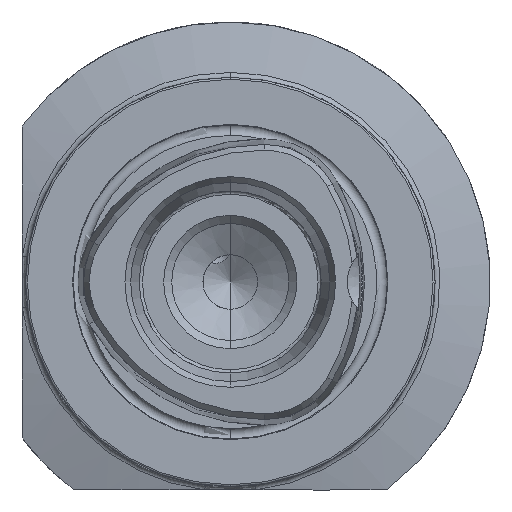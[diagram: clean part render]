
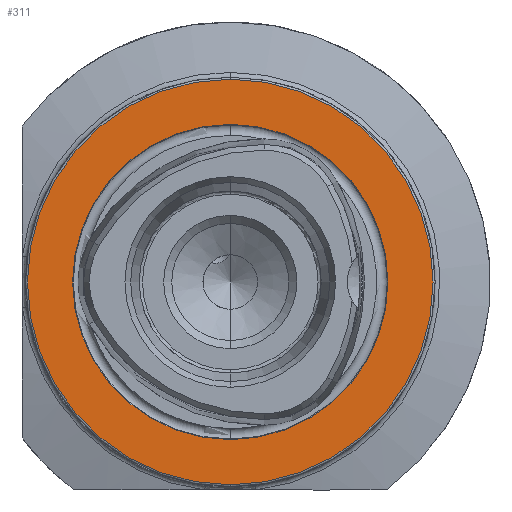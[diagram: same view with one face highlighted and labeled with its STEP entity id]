
A CAD part, left-side view. The second image highlights one B-rep face of the part: STEP entity #311.
In plain terms, the highlighted planar face has unit normal (-1, 0, 0).
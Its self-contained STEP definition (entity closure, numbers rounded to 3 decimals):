
#311 = ADVANCED_FACE ( 'NONE', ( #1945, #7827 ), #3167, .F. ) ;
#375 = AXIS2_PLACEMENT_3D ( 'NONE', #2791, #1615, #1675 ) ;
#416 = DIRECTION ( 'NONE',  ( 0., 0., 1. ) ) ;
#959 = CIRCLE ( 'NONE', #5448, 24.25 ) ;
#1048 = AXIS2_PLACEMENT_3D ( 'NONE', #3214, #3272, #2034 ) ;
#1063 = CARTESIAN_POINT ( 'NONE',  ( 0., 0., -31.2 ) ) ;
#1155 = CIRCLE ( 'NONE', #375, 24.25 ) ;
#1292 = VERTEX_POINT ( 'NONE', #1686 ) ;
#1615 = DIRECTION ( 'NONE',  ( -1., 0., 0. ) ) ;
#1675 = DIRECTION ( 'NONE',  ( 0., 0., 1. ) ) ;
#1686 = CARTESIAN_POINT ( 'NONE',  ( 0., 0., 31.2 ) ) ;
#1894 = EDGE_CURVE ( 'NONE', #3162, #7681, #959, .T. ) ;
#1945 = FACE_BOUND ( 'NONE', #5037, .T. ) ;
#2034 = DIRECTION ( 'NONE',  ( 0., 0., -1. ) ) ;
#2270 = EDGE_CURVE ( 'NONE', #7681, #3162, #1155, .T. ) ;
#2674 = DIRECTION ( 'NONE',  ( -1., 0., 0. ) ) ;
#2738 = ORIENTED_EDGE ( 'NONE', *, *, #1894, .F. ) ;
#2791 = CARTESIAN_POINT ( 'NONE',  ( 0., 0., 0. ) ) ;
#2832 = CARTESIAN_POINT ( 'NONE',  ( 0., 0., 0. ) ) ;
#3123 = EDGE_CURVE ( 'NONE', #1292, #3505, #7677, .T. ) ;
#3162 = VERTEX_POINT ( 'NONE', #7586 ) ;
#3167 = PLANE ( 'NONE',  #1048 ) ;
#3214 = CARTESIAN_POINT ( 'NONE',  ( 0., 24.25, 0. ) ) ;
#3272 = DIRECTION ( 'NONE',  ( 1., 0., 0. ) ) ;
#3505 = VERTEX_POINT ( 'NONE', #1063 ) ;
#3520 = CARTESIAN_POINT ( 'NONE',  ( 0., 0., 0. ) ) ;
#3671 = DIRECTION ( 'NONE',  ( 0., 0., 1. ) ) ;
#3686 = AXIS2_PLACEMENT_3D ( 'NONE', #5719, #2674, #3880 ) ;
#3880 = DIRECTION ( 'NONE',  ( 0., 0., 1. ) ) ;
#4611 = AXIS2_PLACEMENT_3D ( 'NONE', #2832, #7086, #416 ) ;
#4765 = EDGE_CURVE ( 'NONE', #3505, #1292, #7755, .T. ) ;
#5024 = EDGE_LOOP ( 'NONE', ( #6478, #6170 ) ) ;
#5037 = EDGE_LOOP ( 'NONE', ( #2738, #5947 ) ) ;
#5448 = AXIS2_PLACEMENT_3D ( 'NONE', #3520, #7782, #3671 ) ;
#5719 = CARTESIAN_POINT ( 'NONE',  ( 0., 0., 0. ) ) ;
#5947 = ORIENTED_EDGE ( 'NONE', *, *, #2270, .F. ) ;
#6170 = ORIENTED_EDGE ( 'NONE', *, *, #4765, .T. ) ;
#6275 = CARTESIAN_POINT ( 'NONE',  ( 0., 0., -24.25 ) ) ;
#6478 = ORIENTED_EDGE ( 'NONE', *, *, #3123, .T. ) ;
#7086 = DIRECTION ( 'NONE',  ( -1., 0., 0. ) ) ;
#7586 = CARTESIAN_POINT ( 'NONE',  ( 0., 0., 24.25 ) ) ;
#7677 = CIRCLE ( 'NONE', #4611, 31.2 ) ;
#7681 = VERTEX_POINT ( 'NONE', #6275 ) ;
#7755 = CIRCLE ( 'NONE', #3686, 31.2 ) ;
#7782 = DIRECTION ( 'NONE',  ( -1., 0., 0. ) ) ;
#7827 = FACE_OUTER_BOUND ( 'NONE', #5024, .T. ) ;
